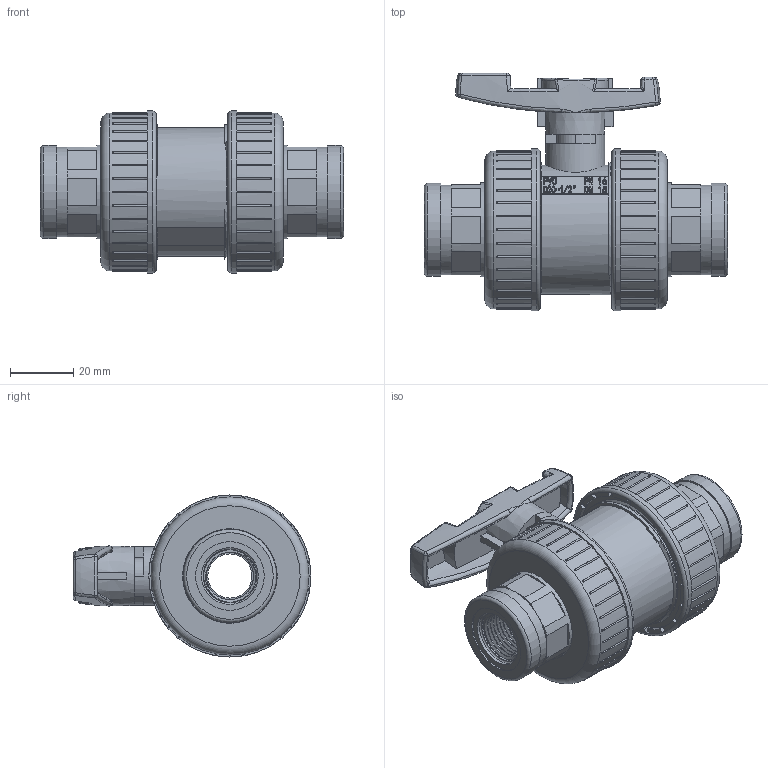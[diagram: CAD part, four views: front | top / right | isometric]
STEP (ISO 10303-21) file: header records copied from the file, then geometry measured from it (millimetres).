
FILE_DESCRIPTION(/* description */ (''),/* implementation_level */ '2;1');
FILE_NAME(/* name */ 'AKX972.000.016.step',/* time_stamp */ '2025-12-30T13:53:30+01:00',/* author */ (''),/* organization */ (''),/* preprocessor_version */ 'ST-DEVELOPER v20.1',/* originating_system */ 'Autodesk Translation Framework v14.21.0.0',/* authorisation */ '');
FILE_SCHEMA (('AUTOMOTIVE_DESIGN { 1 0 10303 214 3 1 1 }'));
Products named in the file (1): 2025-12-30-12-41-48-613
Bounding box: 96.11 x 75.44 x 51.39 mm (x, y, z)
Volume: 103793.6 mm3; surface area: 66673.4 mm2
Topology: 18 solids, 18 shells, 1202 faces, 3295 edges, 2144 vertices
Faces by surface type: plane 569, cylinder 294, bspline 188, sphere 85, torus 59, cone 7
Full cylindrical faces by diameter (mm): 1.147 x1, 1.53 x1, 9.293 x4, 11.48 x3, 12.027 x1, 12.573 x2, 13.667 x1, 14 x2, 14.95 x16, 16.662 x18, 18 x2, 18.661 x1, 20.773 x1, 21.32 x2, 21.8 x2, 21.867 x2, 24.709 x3, 25.147 x1, 25.693 x3, 27.661 x3, 27.88 x1, 28.5 x4, 29.5 x2, 29.8 x2, 30 x2, 30.34 x1, 30.69 x3, 32.472 x3, 33.62 x1, 35.533 x1
Entity records: 65577 total; most frequent: CARTESIAN_POINT 35957, ORIENTED_EDGE 6490, DIRECTION 5785, EDGE_CURVE 3245, AXIS2_PLACEMENT_3D 2153, VERTEX_POINT 2144, LINE 1479, VECTOR 1479
